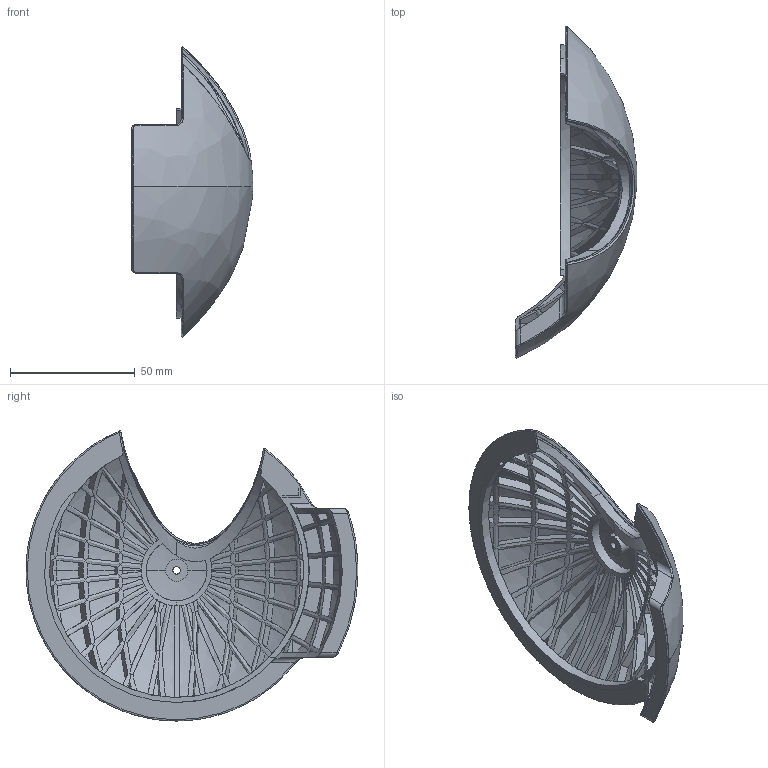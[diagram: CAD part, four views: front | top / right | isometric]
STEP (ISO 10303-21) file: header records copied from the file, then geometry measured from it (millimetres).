
FILE_DESCRIPTION (( 'STEP AP203' ), '1' );
FILE_NAME ('2015-09-22_Kopf_Seitendeckel_L.STEP', '2015-09-22T16:16:44', ( 'Anwender' ), ( '' ), 'SwSTEP 2.0', 'SolidWorks 2014', '' );
FILE_SCHEMA (( 'CONFIG_CONTROL_DESIGN' ));
Length unit declared in the file: millimetre
Products named in the file (1): 2015-09-22_Kopf_Seitendeckel_L
Bounding box: 48.7 x 133.15 x 116.33 mm (x, y, z)
Volume: 45689 mm3; surface area: 43224.5 mm2
Topology: 1 solids, 17 shells, 737 faces, 1788 edges, 1085 vertices
Faces by surface type: plane 370, cylinder 200, bspline 165, cone 2
Entity records: 26750 total; most frequent: CARTESIAN_POINT 11587, ORIENTED_EDGE 3572, DIRECTION 2510, EDGE_CURVE 1786, VERTEX_POINT 1085, AXIS2_PLACEMENT_3D 997, B_SPLINE_CURVE_WITH_KNOTS 831, EDGE_LOOP 741
